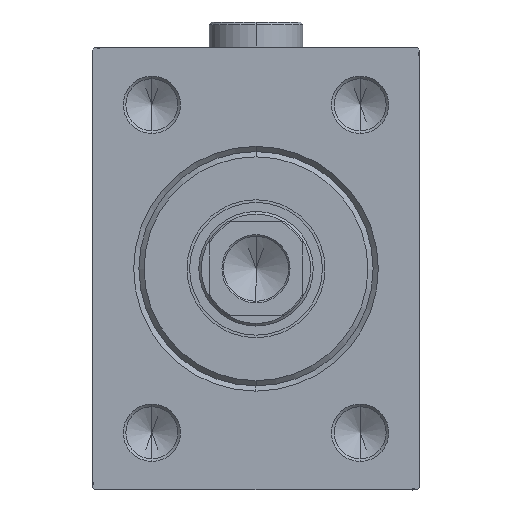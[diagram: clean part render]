
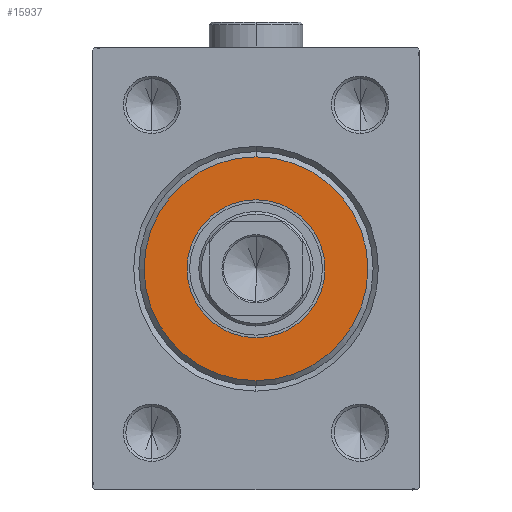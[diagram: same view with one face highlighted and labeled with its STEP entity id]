
A CAD part, left-side view. The second image highlights one B-rep face of the part: STEP entity #15937.
In plain terms, the highlighted face is planar.
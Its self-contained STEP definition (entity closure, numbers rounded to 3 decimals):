
#1134 = DIRECTION ( 'NONE',  ( 1., 0., 0. ) ) ;
#3224 = EDGE_CURVE ( 'NONE', #30247, #4150, #13005, .T. ) ;
#4150 = VERTEX_POINT ( 'NONE', #4877 ) ;
#4877 = CARTESIAN_POINT ( 'NONE',  ( 3., 0., -13.25 ) ) ;
#5182 = DIRECTION ( 'NONE',  ( 0., 0., -1. ) ) ;
#6888 = DIRECTION ( 'NONE',  ( 0., 0., -1. ) ) ;
#8314 = EDGE_LOOP ( 'NONE', ( #32050, #28137 ) ) ;
#9456 = DIRECTION ( 'NONE',  ( 1., 0., 0. ) ) ;
#10093 = DIRECTION ( 'NONE',  ( 0., 0., -1. ) ) ;
#11141 = CARTESIAN_POINT ( 'NONE',  ( 3., 0., 0. ) ) ;
#11302 = ORIENTED_EDGE ( 'NONE', *, *, #17587, .T. ) ;
#13005 = CIRCLE ( 'NONE', #39477, 13.25 ) ;
#13582 = DIRECTION ( 'NONE',  ( 1., 0., 0. ) ) ;
#15937 = ADVANCED_FACE ( 'NONE', ( #32109, #35569 ), #42720, .T. ) ;
#17135 = CIRCLE ( 'NONE', #36273, 21.5 ) ;
#17587 = EDGE_CURVE ( 'NONE', #17955, #28478, #17135, .T. ) ;
#17667 = EDGE_LOOP ( 'NONE', ( #39445, #11302 ) ) ;
#17955 = VERTEX_POINT ( 'NONE', #43456 ) ;
#24451 = AXIS2_PLACEMENT_3D ( 'NONE', #11141, #13582, #41259 ) ;
#26261 = DIRECTION ( 'NONE',  ( 1., 0., 0. ) ) ;
#26968 = CARTESIAN_POINT ( 'NONE',  ( 3., 0., 0. ) ) ;
#28137 = ORIENTED_EDGE ( 'NONE', *, *, #3224, .F. ) ;
#28472 = CARTESIAN_POINT ( 'NONE',  ( 3., 0., 21.5 ) ) ;
#28478 = VERTEX_POINT ( 'NONE', #28472 ) ;
#29018 = DIRECTION ( 'NONE',  ( 0., 0., -1. ) ) ;
#29830 = CARTESIAN_POINT ( 'NONE',  ( 3., 0., 0. ) ) ;
#29999 = CIRCLE ( 'NONE', #37366, 21.5 ) ;
#30247 = VERTEX_POINT ( 'NONE', #34080 ) ;
#32050 = ORIENTED_EDGE ( 'NONE', *, *, #38737, .F. ) ;
#32109 = FACE_OUTER_BOUND ( 'NONE', #17667, .T. ) ;
#32895 = EDGE_CURVE ( 'NONE', #28478, #17955, #29999, .T. ) ;
#32936 = CARTESIAN_POINT ( 'NONE',  ( 3., 0., 0. ) ) ;
#33267 = DIRECTION ( 'NONE',  ( 1., 0., 0. ) ) ;
#34080 = CARTESIAN_POINT ( 'NONE',  ( 3., 0., 13.25 ) ) ;
#34441 = AXIS2_PLACEMENT_3D ( 'NONE', #38985, #26261, #10093 ) ;
#35569 = FACE_BOUND ( 'NONE', #8314, .T. ) ;
#36273 = AXIS2_PLACEMENT_3D ( 'NONE', #29830, #33267, #5182 ) ;
#37366 = AXIS2_PLACEMENT_3D ( 'NONE', #32936, #1134, #29018 ) ;
#38737 = EDGE_CURVE ( 'NONE', #4150, #30247, #39622, .T. ) ;
#38985 = CARTESIAN_POINT ( 'NONE',  ( 3., 0., 0. ) ) ;
#39445 = ORIENTED_EDGE ( 'NONE', *, *, #32895, .T. ) ;
#39477 = AXIS2_PLACEMENT_3D ( 'NONE', #26968, #9456, #6888 ) ;
#39622 = CIRCLE ( 'NONE', #34441, 13.25 ) ;
#41259 = DIRECTION ( 'NONE',  ( 0., 0., -1. ) ) ;
#42720 = PLANE ( 'NONE',  #24451 ) ;
#43456 = CARTESIAN_POINT ( 'NONE',  ( 3., 0., -21.5 ) ) ;
